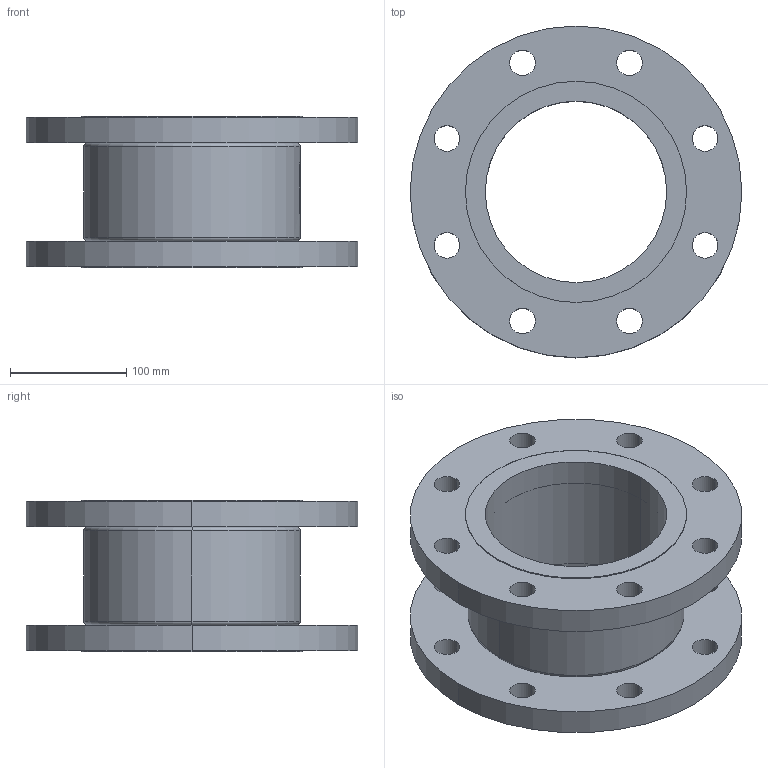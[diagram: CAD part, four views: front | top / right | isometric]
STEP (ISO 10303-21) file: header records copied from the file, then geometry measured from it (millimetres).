
FILE_DESCRIPTION (( 'STEP AP214' ), '1' );
FILE_NAME ('7150000_DN150_PN16_51422088.STEP', '2022-02-02T09:43:49', ( 'axxx' ), ( 'Hewlett-Packard Company' ), 'SwSTEP 2.0', 'SolidWorks 2019', '' );
FILE_SCHEMA (( 'AUTOMOTIVE_DESIGN' ));
Length unit declared in the file: millimetre
Products named in the file (1): 7150000_DN150_PN16_51422088
Bounding box: 285 x 285 x 130 mm (x, y, z)
Volume: 2522286.4 mm3; surface area: 358270.7 mm2
Topology: 1 solids, 1 shells, 554 faces, 1442 edges, 960 vertices
Faces by surface type: plane 245, bspline 235, cylinder 66, torus 8
Entity records: 30140 total; most frequent: CARTESIAN_POINT 18012, ORIENTED_EDGE 2884, DIRECTION 1736, EDGE_CURVE 1442, VERTEX_POINT 960, VECTOR 758, LINE 758, EDGE_LOOP 658
